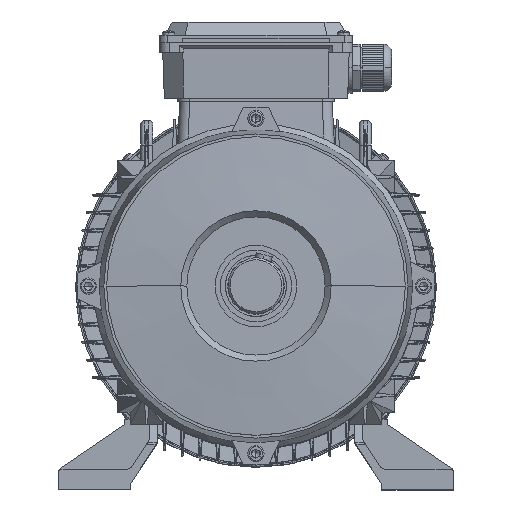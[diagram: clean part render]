
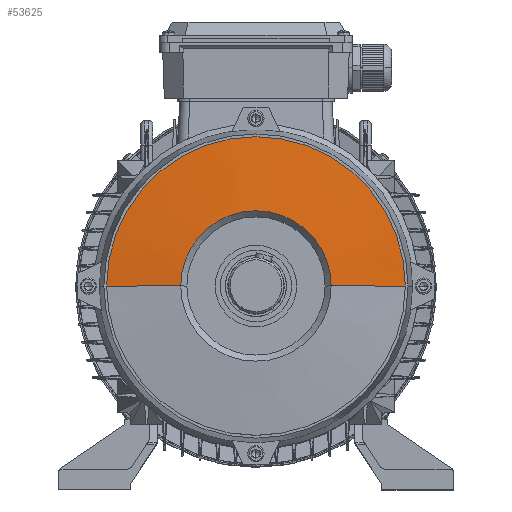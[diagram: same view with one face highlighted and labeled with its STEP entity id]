
A CAD part, top view. The second image highlights one B-rep face of the part: STEP entity #53625.
In plain terms, the highlighted conical face has half-angle 85 degrees and reference radius 74 mm.
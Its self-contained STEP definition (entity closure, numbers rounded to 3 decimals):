
#53625 = ADVANCED_FACE ( 'NONE', ( #167678 ), #167734, .T. ) ;
#53626 = EDGE_LOOP ( 'NONE', ( #53711, #53840, #53845, #53848 ) ) ;
#53711 = ORIENTED_EDGE ( 'NONE', *, *, #53712, .F. ) ;
#53712 = EDGE_CURVE ( 'NONE', #53713, #53715, #167828, .T. ) ;
#53713 = VERTEX_POINT ( 'NONE', #167823 ) ;
#53715 = VERTEX_POINT ( 'NONE', #167822 ) ;
#53717 = VERTEX_POINT ( 'NONE', #167821 ) ;
#53840 = ORIENTED_EDGE ( 'NONE', *, *, #53843, .T. ) ;
#53843 = EDGE_CURVE ( 'NONE', #53713, #53717, #168008, .T. ) ;
#53845 = ORIENTED_EDGE ( 'NONE', *, *, #53846, .T. ) ;
#53846 = EDGE_CURVE ( 'NONE', #53717, #53847, #168004, .T. ) ;
#53847 = VERTEX_POINT ( 'NONE', #167999 ) ;
#53848 = ORIENTED_EDGE ( 'NONE', *, *, #53849, .F. ) ;
#53849 = EDGE_CURVE ( 'NONE', #53715, #53847, #167998, .T. ) ;
#167677 = CARTESIAN_POINT ( 'NONE',  ( 0., 0., 89. ) ) ;
#167678 = FACE_OUTER_BOUND ( 'NONE', #53626, .T. ) ;
#167731 = DIRECTION ( 'NONE',  ( -1., 0., 0. ) ) ;
#167732 = DIRECTION ( 'NONE',  ( 0., 0., -1. ) ) ;
#167733 = AXIS2_PLACEMENT_3D ( 'NONE', #167677, #167732, #167731 ) ;
#167734 = CONICAL_SURFACE ( 'NONE', #167733, 74., 1.484 ) ;
#167821 = CARTESIAN_POINT ( 'NONE',  ( 147., 0., 82.613 ) ) ;
#167822 = CARTESIAN_POINT ( 'NONE',  ( -74., 0., 89. ) ) ;
#167823 = CARTESIAN_POINT ( 'NONE',  ( 74., 0., 89. ) ) ;
#167824 = DIRECTION ( 'NONE',  ( 1., 0., 0. ) ) ;
#167825 = DIRECTION ( 'NONE',  ( 0., 0., 1. ) ) ;
#167826 = CARTESIAN_POINT ( 'NONE',  ( 0., 0., 89. ) ) ;
#167827 = AXIS2_PLACEMENT_3D ( 'NONE', #167826, #167825, #167824 ) ;
#167828 = CIRCLE ( 'NONE', #167827, 74. ) ;
#167995 = DIRECTION ( 'NONE',  ( -0.996, 0., -0.087 ) ) ;
#167996 = VECTOR ( 'NONE', #167995, 1000. ) ;
#167997 = CARTESIAN_POINT ( 'NONE',  ( -74., 0., 89. ) ) ;
#167998 = LINE ( 'NONE', #167997, #167996 ) ;
#167999 = CARTESIAN_POINT ( 'NONE',  ( -147., 0., 82.613 ) ) ;
#168000 = DIRECTION ( 'NONE',  ( 1., 0., 0. ) ) ;
#168001 = DIRECTION ( 'NONE',  ( 0., 0., 1. ) ) ;
#168002 = CARTESIAN_POINT ( 'NONE',  ( 0., 0., 82.613 ) ) ;
#168003 = AXIS2_PLACEMENT_3D ( 'NONE', #168002, #168001, #168000 ) ;
#168004 = CIRCLE ( 'NONE', #168003, 147. ) ;
#168005 = DIRECTION ( 'NONE',  ( 0.996, 0., -0.087 ) ) ;
#168006 = VECTOR ( 'NONE', #168005, 1000. ) ;
#168007 = CARTESIAN_POINT ( 'NONE',  ( 74., 0., 89. ) ) ;
#168008 = LINE ( 'NONE', #168007, #168006 ) ;
